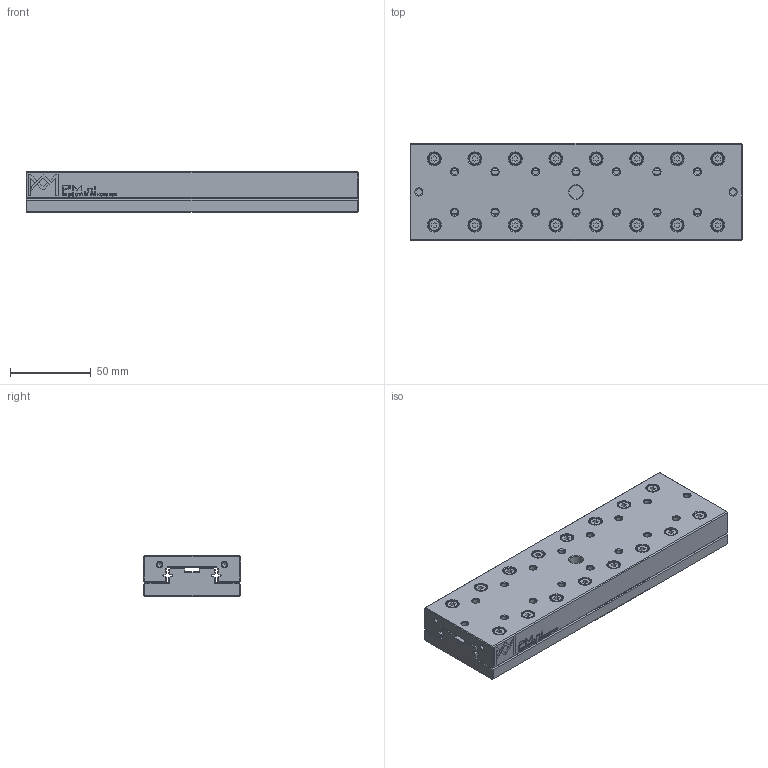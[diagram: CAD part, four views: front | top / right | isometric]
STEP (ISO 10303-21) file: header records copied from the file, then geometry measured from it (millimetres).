
FILE_DESCRIPTION(/* description */ (''),/* implementation_level */ '2;1');
FILE_NAME(/* name */ 'RTA-3200.stp',/* time_stamp */ '2024-09-11T09:46:06+02:00',/* author */ (''),/* organization */ (''),/* preprocessor_version */ 'ST-DEVELOPER v16.7',/* originating_system */ 'SIEMENS PLM Software NX 12.0',/* authorisation */ '');
FILE_SCHEMA (('AUTOMOTIVE_DESIGN { 1 0 10303 214 3 1 1 1 }'));
Length unit declared in the file: millimetre
Products named in the file (1): RTA-3200_stp
Bounding box: 205 x 60 x 25 mm (x, y, z)
Volume: 284795.1 mm3; surface area: 80763.5 mm2
Topology: 2 solids, 2 shells, 1304 faces, 3177 edges, 2061 vertices
Faces by surface type: plane 896, bspline 180, cone 119, cylinder 109
Full cylindrical faces by diameter (mm): 3 x4, 4 x24, 4.3 x4, 4.8 x2, 7 x16, 7.32 x16, 7.8 x36, 8 x1
Entity records: 41432 total; most frequent: CARTESIAN_POINT 8749, ORIENTED_EDGE 5854, DIRECTION 5150, EDGE_CURVE 2927, LINE 2234, VECTOR 2234, VERTEX_POINT 2033, EDGE_LOOP 1748
